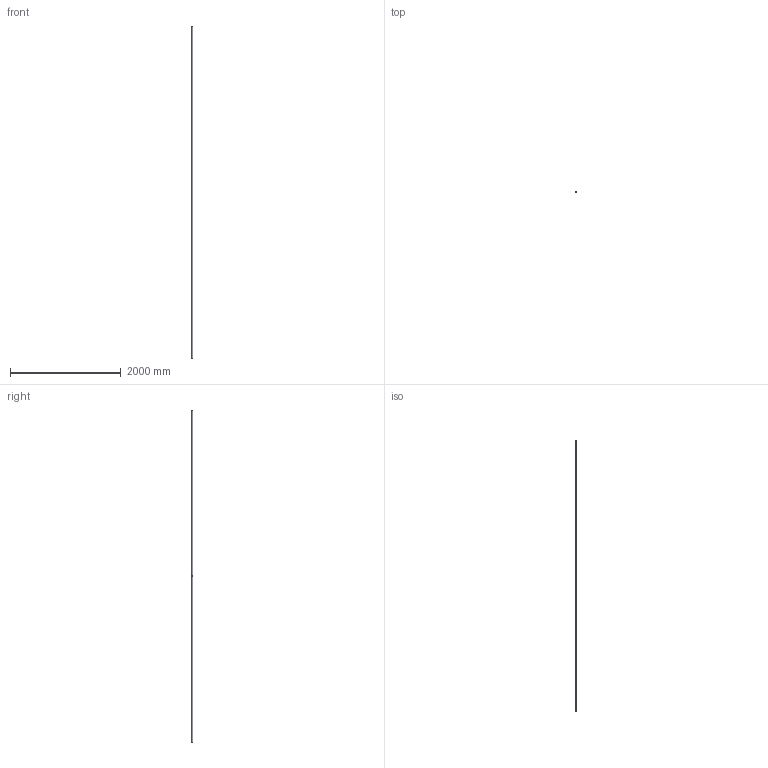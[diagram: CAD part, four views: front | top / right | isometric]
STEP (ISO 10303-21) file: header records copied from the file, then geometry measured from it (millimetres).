
FILE_DESCRIPTION (( 'STEP AP203' ), '1' );
FILE_NAME ('55100-240.step', '2024-04-29T09:34:01', ( '' ), ( '' ), 'SwSTEP 2.0', 'SolidWorks 2018', '' );
FILE_SCHEMA (( 'CONFIG_CONTROL_DESIGN' ));
Length unit declared in the file: millimetre
Products named in the file (1): 55100-240
Bounding box: 21.3 x 21.3 x 6000 mm (x, y, z)
Volume: 727592.6 mm3; surface area: 727842.6 mm2
Topology: 1 solids, 1 shells, 263 faces, 708 edges, 472 vertices
Faces by surface type: plane 119, bspline 117, cylinder 27
Full cylindrical faces by diameter (mm): 17.3 x1, 21.3 x1
Entity records: 12852 total; most frequent: CARTESIAN_POINT 6930, ORIENTED_EDGE 1412, DIRECTION 856, EDGE_CURVE 706, VERTEX_POINT 472, LINE 342, VECTOR 342, EDGE_LOOP 292
